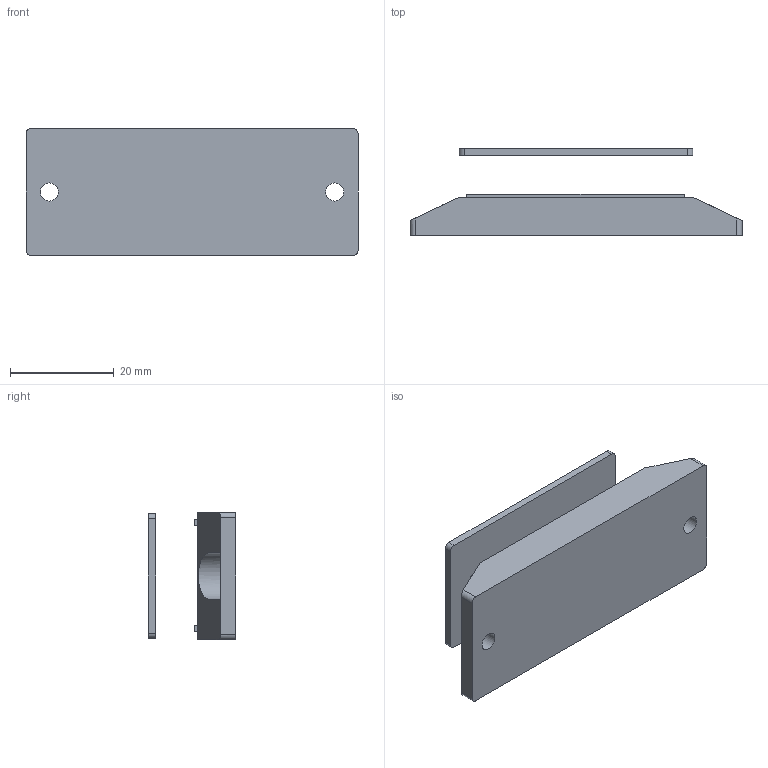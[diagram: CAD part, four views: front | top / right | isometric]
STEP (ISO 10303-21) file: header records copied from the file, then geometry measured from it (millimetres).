
FILE_DESCRIPTION(/* description */ (''),/* implementation_level */ '2;1');
FILE_NAME(/* name */ 'B-MP55.stp',/* time_stamp */ '2024-09-25T19:17:29+09:00',/* author */ ('user'),/* organization */ (''),/* preprocessor_version */ 'ST-DEVELOPER v15.6',/* originating_system */ 'Autodesk Inventor 2015',/* authorisation */ '');
FILE_SCHEMA (('AUTOMOTIVE_DESIGN { 1 0 10303 214 3 1 1 }'));
Length unit declared in the file: millimetre
Products named in the file (4): 몸통; 자석아데; 철판; B-MP55
Bounding box: 64 x 16.8 x 24.5 mm (x, y, z)
Volume: 11663 mm3; surface area: 8465.3 mm2
Topology: 4 solids, 4 shells, 58 faces, 138 edges, 90 vertices
Faces by surface type: plane 42, cylinder 14, cone 2
Full cylindrical faces by diameter (mm): 3.5 x2, 4 x2
Entity records: 1756 total; most frequent: DIRECTION 292, CARTESIAN_POINT 287, ORIENTED_EDGE 264, EDGE_CURVE 132, LINE 102, VECTOR 102, AXIS2_PLACEMENT_3D 95, VERTEX_POINT 90
